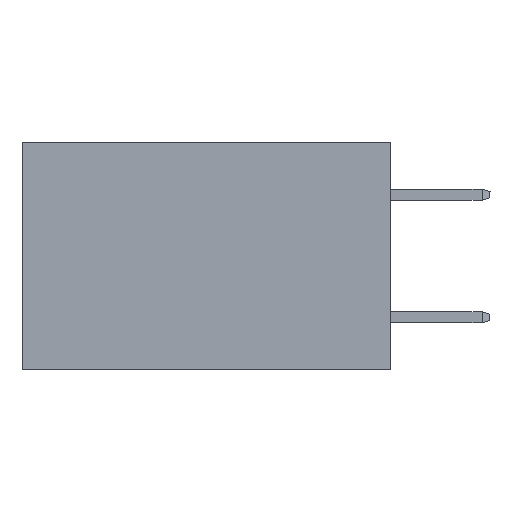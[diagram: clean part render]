
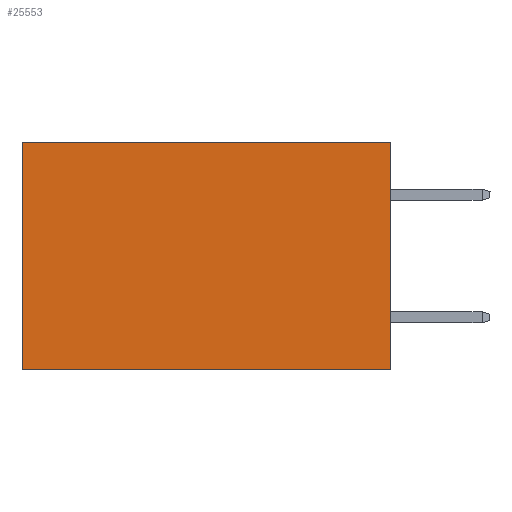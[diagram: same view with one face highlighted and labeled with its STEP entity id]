
A CAD part, left-side view. The second image highlights one B-rep face of the part: STEP entity #25553.
In plain terms, the highlighted planar face has unit normal (-1, 0, 0).
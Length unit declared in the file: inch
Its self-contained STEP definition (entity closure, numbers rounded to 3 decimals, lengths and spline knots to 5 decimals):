
#535 = DIRECTION ( 'NONE',  ( 0., 0., -1. ) ) ;
#3096 = VERTEX_POINT ( 'NONE', #3951 ) ;
#3951 = CARTESIAN_POINT ( 'NONE',  ( 0.2875, 0.6, -0.37 ) ) ;
#3969 = VECTOR ( 'NONE', #30876, 39.37008 ) ;
#4364 = LINE ( 'NONE', #15100, #3969 ) ;
#4407 = EDGE_CURVE ( 'NONE', #12646, #29243, #19366, .T. ) ;
#5014 = PLANE ( 'NONE',  #16228 ) ;
#5840 = EDGE_LOOP ( 'NONE', ( #18088, #29458, #7556, #19113 ) ) ;
#6509 = DIRECTION ( 'NONE',  ( 0., 1., 0. ) ) ;
#7556 = ORIENTED_EDGE ( 'NONE', *, *, #14255, .F. ) ;
#7859 = CARTESIAN_POINT ( 'NONE',  ( 0.2875, 0.6, 0. ) ) ;
#8423 = CARTESIAN_POINT ( 'NONE',  ( 0.2875, 0., 0. ) ) ;
#8927 = LINE ( 'NONE', #28062, #31641 ) ;
#12256 = CARTESIAN_POINT ( 'NONE',  ( 0.2875, 0., -0.37 ) ) ;
#12323 = EDGE_CURVE ( 'NONE', #29243, #3096, #4364, .T. ) ;
#12646 = VERTEX_POINT ( 'NONE', #8423 ) ;
#13184 = DIRECTION ( 'NONE',  ( 0., 0., -1. ) ) ;
#14023 = CARTESIAN_POINT ( 'NONE',  ( 0.2875, 0., -0.37 ) ) ;
#14255 = EDGE_CURVE ( 'NONE', #12646, #16342, #8927, .T. ) ;
#14799 = VECTOR ( 'NONE', #22110, 39.37008 ) ;
#15100 = CARTESIAN_POINT ( 'NONE',  ( 0.2875, 0.6, 0. ) ) ;
#16228 = AXIS2_PLACEMENT_3D ( 'NONE', #24024, #26783, #13184 ) ;
#16342 = VERTEX_POINT ( 'NONE', #12256 ) ;
#16830 = EDGE_CURVE ( 'NONE', #16342, #3096, #18618, .T. ) ;
#17312 = CARTESIAN_POINT ( 'NONE',  ( 0.2875, 0., 0. ) ) ;
#18088 = ORIENTED_EDGE ( 'NONE', *, *, #12323, .T. ) ;
#18618 = LINE ( 'NONE', #14023, #14799 ) ;
#19113 = ORIENTED_EDGE ( 'NONE', *, *, #4407, .T. ) ;
#19366 = LINE ( 'NONE', #17312, #29188 ) ;
#22110 = DIRECTION ( 'NONE',  ( 0., 1., 0. ) ) ;
#24024 = CARTESIAN_POINT ( 'NONE',  ( 0.2875, 0., 0. ) ) ;
#24690 = FACE_OUTER_BOUND ( 'NONE', #5840, .T. ) ;
#25553 = ADVANCED_FACE ( 'NONE', ( #24690 ), #5014, .F. ) ;
#26783 = DIRECTION ( 'NONE',  ( 1., 0., 0. ) ) ;
#28062 = CARTESIAN_POINT ( 'NONE',  ( 0.2875, 0., 0. ) ) ;
#29188 = VECTOR ( 'NONE', #6509, 39.37008 ) ;
#29243 = VERTEX_POINT ( 'NONE', #7859 ) ;
#29458 = ORIENTED_EDGE ( 'NONE', *, *, #16830, .F. ) ;
#30876 = DIRECTION ( 'NONE',  ( 0., 0., -1. ) ) ;
#31641 = VECTOR ( 'NONE', #535, 39.37008 ) ;
